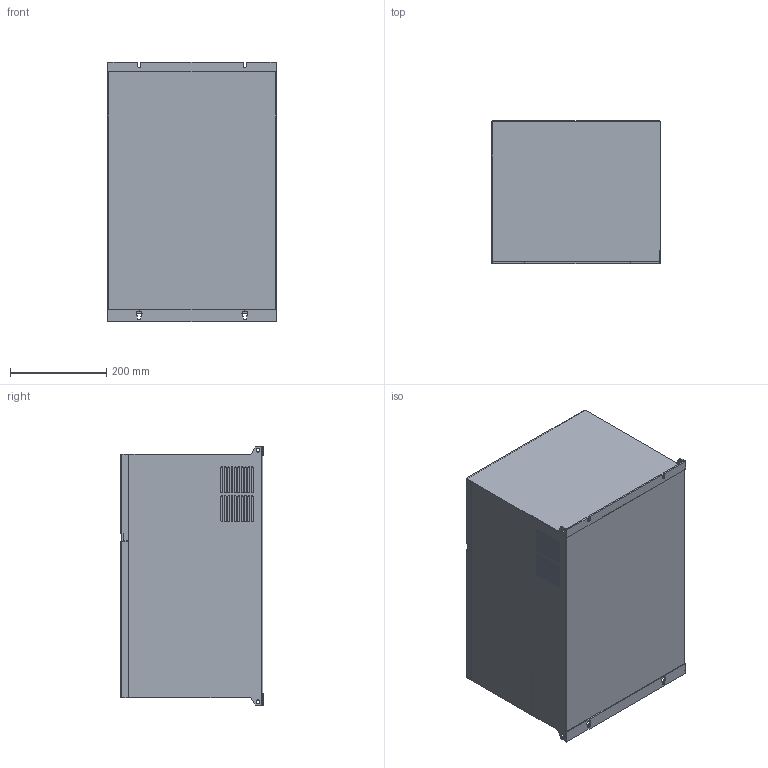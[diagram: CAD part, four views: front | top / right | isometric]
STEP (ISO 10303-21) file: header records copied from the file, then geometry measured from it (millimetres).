
FILE_DESCRIPTION (( 'STEP AP203' ), '1' );
FILE_NAME ('K740 690Â 13 òèïîðàçìåð.STEP', '2023-08-02T10:04:33', ( '' ), ( '' ), 'SwSTEP 2.0', 'SolidWorks 2022', '' );
FILE_SCHEMA (( 'CONFIG_CONTROL_DESIGN' ));
Length unit declared in the file: millimetre
Products named in the file (1): K740 690В 13 типоразмер
Bounding box: 350 x 298.5 x 540 mm (x, y, z)
Volume: 52052791.6 mm3; surface area: 1877560.4 mm2
Topology: 1 solids, 7 shells, 493 faces, 1345 edges, 862 vertices
Faces by surface type: plane 311, cylinder 168, bspline 8, sphere 4, torus 2
Entity records: 16106 total; most frequent: CARTESIAN_POINT 3204, ORIENTED_EDGE 2678, DIRECTION 2631, EDGE_CURVE 1339, LINE 983, VECTOR 983, VERTEX_POINT 862, AXIS2_PLACEMENT_3D 824
